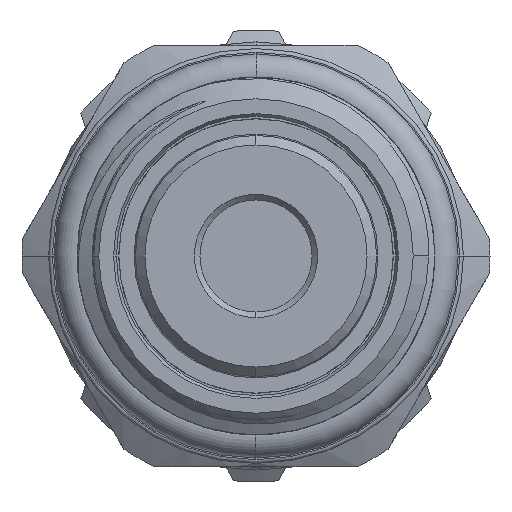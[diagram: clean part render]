
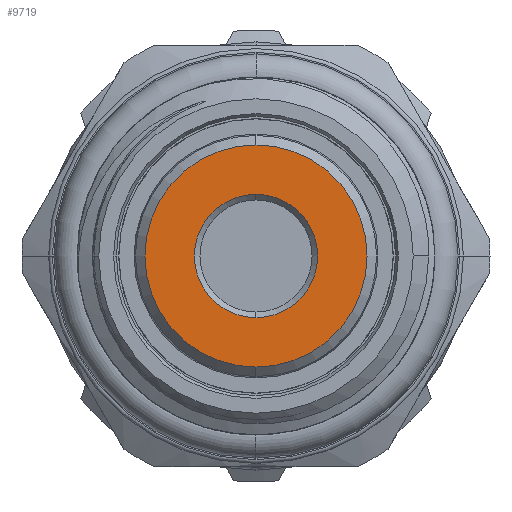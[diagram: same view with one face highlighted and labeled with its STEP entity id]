
A CAD part, left-side view. The second image highlights one B-rep face of the part: STEP entity #9719.
In plain terms, the highlighted planar face has unit normal (-1, 0, 0).
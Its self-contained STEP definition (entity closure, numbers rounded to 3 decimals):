
#2008 = CARTESIAN_POINT ( 'NONE',  ( 0., 0., -5.85 ) ) ;
#3601 = CARTESIAN_POINT ( 'NONE',  ( 0., 0., -3.25 ) ) ;
#3771 = CARTESIAN_POINT ( 'NONE',  ( 0., 0., 3.25 ) ) ;
#3778 = CARTESIAN_POINT ( 'NONE',  ( 0., 0., 5.85 ) ) ;
#4150 = DIRECTION ( 'NONE',  ( 0., 0., -1. ) ) ;
#4151 = CARTESIAN_POINT ( 'NONE',  ( 0., 0., 0. ) ) ;
#4152 = DIRECTION ( 'NONE',  ( -1., 0., 0. ) ) ;
#4155 = DIRECTION ( 'NONE',  ( 0., 0., -1. ) ) ;
#4156 = CARTESIAN_POINT ( 'NONE',  ( 0., 0., 0. ) ) ;
#4161 = DIRECTION ( 'NONE',  ( 1., 0., 0. ) ) ;
#5159 = EDGE_CURVE ( 'NONE', #14903, #9281, #12331, .T. ) ;
#5227 = EDGE_CURVE ( 'NONE', #9434, #9277, #12092, .T. ) ;
#5263 = AXIS2_PLACEMENT_3D ( 'NONE', #6515, #6514, #6513 ) ;
#5280 = AXIS2_PLACEMENT_3D ( 'NONE', #13043, #13042, #13041 ) ;
#5513 = AXIS2_PLACEMENT_3D ( 'NONE', #4156, #4161, #4155 ) ;
#5552 = AXIS2_PLACEMENT_3D ( 'NONE', #4151, #4152, #4150 ) ;
#5814 = AXIS2_PLACEMENT_3D ( 'NONE', #7093, #6707, #7241 ) ;
#6513 = DIRECTION ( 'NONE',  ( 0., 0., -1. ) ) ;
#6514 = DIRECTION ( 'NONE',  ( 1., 0., 0. ) ) ;
#6515 = CARTESIAN_POINT ( 'NONE',  ( 0., 0., 0. ) ) ;
#6707 = DIRECTION ( 'NONE',  ( 1., 0., 0. ) ) ;
#6733 = PLANE ( 'NONE',  #5814 ) ;
#7093 = CARTESIAN_POINT ( 'NONE',  ( 0., 0., 0. ) ) ;
#7241 = DIRECTION ( 'NONE',  ( 0., 0., -1. ) ) ;
#7773 = ORIENTED_EDGE ( 'NONE', *, *, #5227, .T. ) ;
#7934 = ORIENTED_EDGE ( 'NONE', *, *, #5159, .T. ) ;
#8266 = ORIENTED_EDGE ( 'NONE', *, *, #10218, .T. ) ;
#8408 = ORIENTED_EDGE ( 'NONE', *, *, #10217, .T. ) ;
#9277 = VERTEX_POINT ( 'NONE', #3771 ) ;
#9281 = VERTEX_POINT ( 'NONE', #3778 ) ;
#9434 = VERTEX_POINT ( 'NONE', #3601 ) ;
#9719 = ADVANCED_FACE ( 'NONE', ( #11520, #11603 ), #6733, .F. ) ;
#10217 = EDGE_CURVE ( 'NONE', #9277, #9434, #12556, .T. ) ;
#10218 = EDGE_CURVE ( 'NONE', #9281, #14903, #12505, .T. ) ;
#11520 = FACE_BOUND ( 'NONE', #14206, .T. ) ;
#11603 = FACE_OUTER_BOUND ( 'NONE', #14197, .T. ) ;
#12092 = CIRCLE ( 'NONE', #5263, 3.25 ) ;
#12331 = CIRCLE ( 'NONE', #5280, 5.85 ) ;
#12505 = CIRCLE ( 'NONE', #5552, 5.85 ) ;
#12556 = CIRCLE ( 'NONE', #5513, 3.25 ) ;
#13041 = DIRECTION ( 'NONE',  ( 0., 0., -1. ) ) ;
#13042 = DIRECTION ( 'NONE',  ( -1., 0., 0. ) ) ;
#13043 = CARTESIAN_POINT ( 'NONE',  ( 0., 0., 0. ) ) ;
#14197 = EDGE_LOOP ( 'NONE', ( #7934, #8266 ) ) ;
#14206 = EDGE_LOOP ( 'NONE', ( #8408, #7773 ) ) ;
#14903 = VERTEX_POINT ( 'NONE', #2008 ) ;
